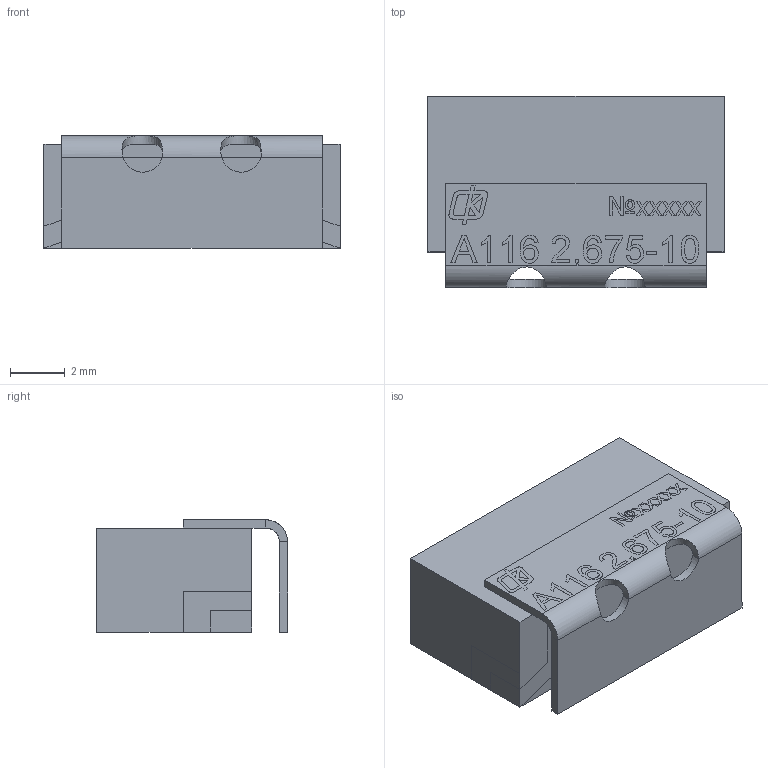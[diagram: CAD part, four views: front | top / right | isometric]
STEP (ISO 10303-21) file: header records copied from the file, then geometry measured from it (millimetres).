
FILE_DESCRIPTION(('STEP AP203'), '1');
FILE_NAME('ÍØÁÀ.434834.019-05.01_Ôèëüòð ÔÊÏ1-219-05-2,675-10', '', ('UNSPECIFIED'), ('UNSPECIFIED'), 'ASCON STEP Converter 1.6', 'ASCON Math Kernel', '');
FILE_SCHEMA(('CONFIG_CONTROL_DESIGN'));
Length unit declared in the file: millimetre
Products named in the file (1): НШБА.434834.019-05.01_Фильтр ФКП1-219-05-2,675-10
Bounding box: 10.8 x 6.97 x 4.1 mm (x, y, z)
Volume: 252.5 mm3; surface area: 345.1 mm2
Topology: 1 solids, 1 shells, 336 faces, 905 edges, 596 vertices
Faces by surface type: plane 234, bspline 91, cylinder 11
Entity records: 21923 total; most frequent: CARTESIAN_POINT 11518, ORIENTED_EDGE 1810, DIRECTION 1164, EDGE_CURVE 905, LINE 628, VECTOR 628, VERTEX_POINT 596, FACE_BOUND 365
